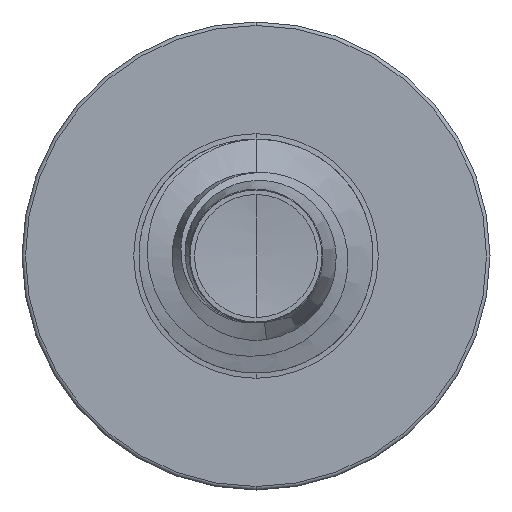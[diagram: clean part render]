
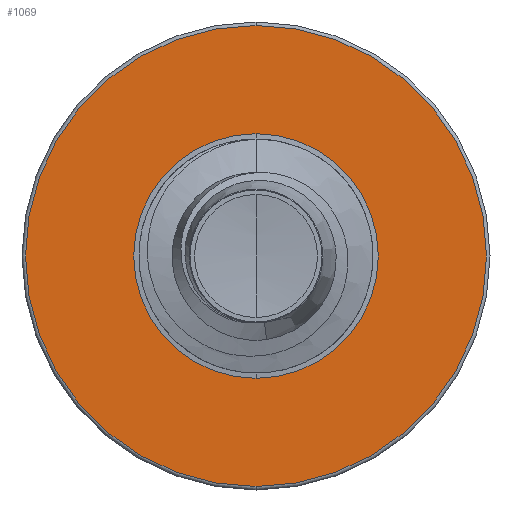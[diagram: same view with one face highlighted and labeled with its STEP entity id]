
A CAD part, front view. The second image highlights one B-rep face of the part: STEP entity #1069.
In plain terms, the highlighted planar face has unit normal (0, -1, 0).
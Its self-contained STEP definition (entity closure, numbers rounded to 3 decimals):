
#741 = ORIENTED_EDGE ( 'NONE', *, *, #8712, .T. ) ;
#875 = DIRECTION ( 'NONE',  ( 0., 0., 1. ) ) ;
#906 = DIRECTION ( 'NONE',  ( 0., 1., 0. ) ) ;
#919 = CARTESIAN_POINT ( 'NONE',  ( 0., 5., 0. ) ) ;
#992 = VERTEX_POINT ( 'NONE', #5021 ) ;
#1069 = ADVANCED_FACE ( 'NONE', ( #6122, #3407 ), #3270, .F. ) ;
#1149 = AXIS2_PLACEMENT_3D ( 'NONE', #10508, #10502, #10498 ) ;
#2225 = CARTESIAN_POINT ( 'NONE',  ( 0., 5., -2.167 ) ) ;
#2548 = CARTESIAN_POINT ( 'NONE',  ( 0., 5., -1.15 ) ) ;
#3072 = CARTESIAN_POINT ( 'NONE',  ( 0., 5., 2.167 ) ) ;
#3233 = DIRECTION ( 'NONE',  ( 0., 0., 1. ) ) ;
#3253 = DIRECTION ( 'NONE',  ( 0., 1., 0. ) ) ;
#3270 = PLANE ( 'NONE',  #12387 ) ;
#3325 = EDGE_CURVE ( 'NONE', #7223, #10684, #3372, .T. ) ;
#3372 = CIRCLE ( 'NONE', #10827, 2.167 ) ;
#3407 = FACE_BOUND ( 'NONE', #8607, .T. ) ;
#3668 = CARTESIAN_POINT ( 'NONE',  ( 0., 5., -1.15 ) ) ;
#4063 = ORIENTED_EDGE ( 'NONE', *, *, #9847, .T. ) ;
#4852 = AXIS2_PLACEMENT_3D ( 'NONE', #8814, #8784, #8781 ) ;
#5021 = CARTESIAN_POINT ( 'NONE',  ( 0., 5., 1.15 ) ) ;
#5885 = CIRCLE ( 'NONE', #7721, 1.15 ) ;
#6122 = FACE_OUTER_BOUND ( 'NONE', #10585, .T. ) ;
#6564 = EDGE_CURVE ( 'NONE', #10684, #7223, #10662, .T. ) ;
#7223 = VERTEX_POINT ( 'NONE', #3072 ) ;
#7415 = VERTEX_POINT ( 'NONE', #2548 ) ;
#7721 = AXIS2_PLACEMENT_3D ( 'NONE', #12455, #10149, #12447 ) ;
#8550 = CIRCLE ( 'NONE', #4852, 1.15 ) ;
#8607 = EDGE_LOOP ( 'NONE', ( #741, #4063 ) ) ;
#8712 = EDGE_CURVE ( 'NONE', #992, #7415, #5885, .T. ) ;
#8781 = DIRECTION ( 'NONE',  ( 0., 0., 1. ) ) ;
#8784 = DIRECTION ( 'NONE',  ( 0., 1., 0. ) ) ;
#8814 = CARTESIAN_POINT ( 'NONE',  ( 0., 5., 0. ) ) ;
#9514 = ORIENTED_EDGE ( 'NONE', *, *, #3325, .F. ) ;
#9847 = EDGE_CURVE ( 'NONE', #7415, #992, #8550, .T. ) ;
#10149 = DIRECTION ( 'NONE',  ( 0., 1., 0. ) ) ;
#10498 = DIRECTION ( 'NONE',  ( 0., 0., 1. ) ) ;
#10502 = DIRECTION ( 'NONE',  ( 0., 1., 0. ) ) ;
#10508 = CARTESIAN_POINT ( 'NONE',  ( 0., 5., 0. ) ) ;
#10585 = EDGE_LOOP ( 'NONE', ( #9514, #11609 ) ) ;
#10662 = CIRCLE ( 'NONE', #1149, 2.167 ) ;
#10684 = VERTEX_POINT ( 'NONE', #2225 ) ;
#10827 = AXIS2_PLACEMENT_3D ( 'NONE', #919, #906, #875 ) ;
#11609 = ORIENTED_EDGE ( 'NONE', *, *, #6564, .F. ) ;
#12387 = AXIS2_PLACEMENT_3D ( 'NONE', #3668, #3253, #3233 ) ;
#12447 = DIRECTION ( 'NONE',  ( 0., 0., 1. ) ) ;
#12455 = CARTESIAN_POINT ( 'NONE',  ( 0., 5., 0. ) ) ;
